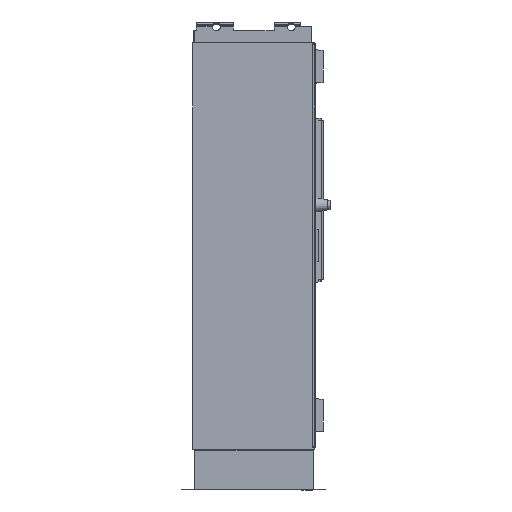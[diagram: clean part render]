
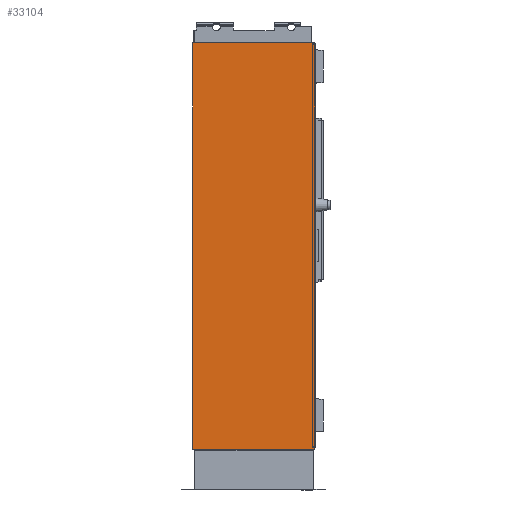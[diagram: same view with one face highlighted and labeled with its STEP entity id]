
A CAD part, left-side view. The second image highlights one B-rep face of the part: STEP entity #33104.
In plain terms, the highlighted planar face has unit normal (-1, 0, 0).
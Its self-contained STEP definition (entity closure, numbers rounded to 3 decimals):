
#33104=ADVANCED_FACE('',(#43284),#38434,.T.);
#38434=PLANE('',#137799);
#43284=FACE_OUTER_BOUND('',#48894,.T.);
#48894=EDGE_LOOP('',(#61051,#61052,#61053,#61054));
#61051=ORIENTED_EDGE('',*,*,#97307,.F.);
#61052=ORIENTED_EDGE('',*,*,#98102,.T.);
#61053=ORIENTED_EDGE('',*,*,#98103,.F.);
#61054=ORIENTED_EDGE('',*,*,#98104,.F.);
#86343=VERTEX_POINT('',#177317);
#86345=VERTEX_POINT('',#177321);
#86912=VERTEX_POINT('',#179230);
#86913=VERTEX_POINT('',#179234);
#97307=EDGE_CURVE('',#86345,#86343,#111778,.T.);
#98102=EDGE_CURVE('',#86345,#86912,#112455,.T.);
#98103=EDGE_CURVE('',#86913,#86912,#112456,.T.);
#98104=EDGE_CURVE('',#86343,#86913,#112457,.T.);
#111778=LINE('',#177322,#125037);
#112455=LINE('',#179231,#125714);
#112456=LINE('',#179233,#125715);
#112457=LINE('',#179235,#125716);
#125037=VECTOR('',#147714,1.);
#125714=VECTOR('',#149009,1.);
#125715=VECTOR('',#149012,1.);
#125716=VECTOR('',#149013,1.);
#137799=AXIS2_PLACEMENT_3D('',#179236,#149014,#149015);
#147714=DIRECTION('',(0.,-1.,0.));
#149009=DIRECTION('',(0.,0.,-1.));
#149012=DIRECTION('',(0.,1.,0.));
#149013=DIRECTION('',(0.,0.,-1.));
#149014=DIRECTION('',(-1.,0.,0.));
#149015=DIRECTION('',(0.,0.,1.));
#177317=CARTESIAN_POINT('',(-1750.,0.,1899.5));
#177321=CARTESIAN_POINT('',(-1750.,600.,1899.5));
#177322=CARTESIAN_POINT('',(-1750.,600.,1899.5));
#179230=CARTESIAN_POINT('',(-1750.,600.,-100.));
#179231=CARTESIAN_POINT('',(-1750.,600.,1932.5));
#179233=CARTESIAN_POINT('',(-1750.,600.,-100.));
#179234=CARTESIAN_POINT('',(-1750.,0.,-100.));
#179235=CARTESIAN_POINT('',(-1750.,0.,0.));
#179236=CARTESIAN_POINT('',(-1750.,300.,1932.5));
